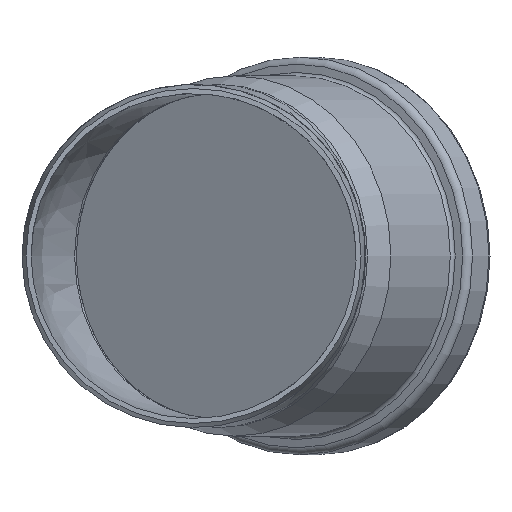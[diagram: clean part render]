
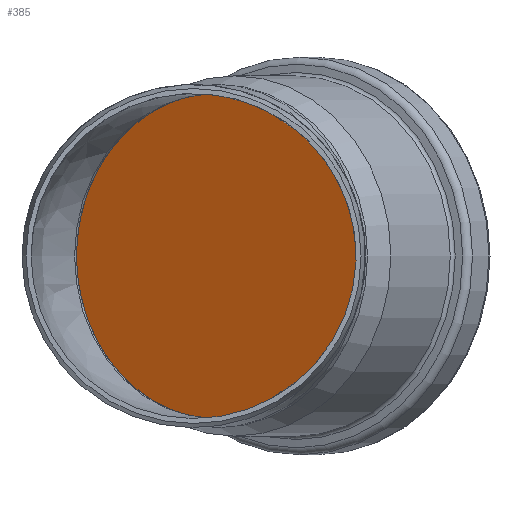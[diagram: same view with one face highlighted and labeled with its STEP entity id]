
A CAD part, front view. The second image highlights one B-rep face of the part: STEP entity #385.
In plain terms, the highlighted planar face has unit normal (-0.5, -0.866, 0).
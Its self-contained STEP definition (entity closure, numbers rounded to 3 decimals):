
#26=PLANE('',#431);
#54=FACE_BOUND('',#131,.T.);
#89=FACE_OUTER_BOUND('',#130,.T.);
#130=EDGE_LOOP('',(#317));
#131=EDGE_LOOP('',(#318));
#186=CIRCLE('',#422,42.72);
#191=CIRCLE('',#432,42.7);
#222=VERTEX_POINT('',#699);
#227=VERTEX_POINT('',#741);
#260=EDGE_CURVE('',#222,#222,#186,.T.);
#266=EDGE_CURVE('',#227,#227,#191,.T.);
#317=ORIENTED_EDGE('',*,*,#260,.T.);
#318=ORIENTED_EDGE('',*,*,#266,.F.);
#385=ADVANCED_FACE('',(#89,#54),#26,.T.);
#422=AXIS2_PLACEMENT_3D('',#700,#502,#503);
#431=AXIS2_PLACEMENT_3D('',#740,#520,#521);
#432=AXIS2_PLACEMENT_3D('',#742,#522,#523);
#502=DIRECTION('center_axis',(-0.5,-0.866,0.));
#503=DIRECTION('ref_axis',(0.866,-0.5,0.));
#520=DIRECTION('center_axis',(-0.5,-0.866,0.));
#521=DIRECTION('ref_axis',(0.,0.,-1.));
#522=DIRECTION('center_axis',(-0.5,-0.866,0.));
#523=DIRECTION('ref_axis',(0.866,-0.5,0.));
#699=CARTESIAN_POINT('',(-30.755,99.171,0.));
#700=CARTESIAN_POINT('Origin',(6.242,77.811,0.));
#740=CARTESIAN_POINT('Origin',(43.221,56.461,0.));
#741=CARTESIAN_POINT('',(43.221,56.461,0.));
#742=CARTESIAN_POINT('Origin',(6.242,77.811,0.));
